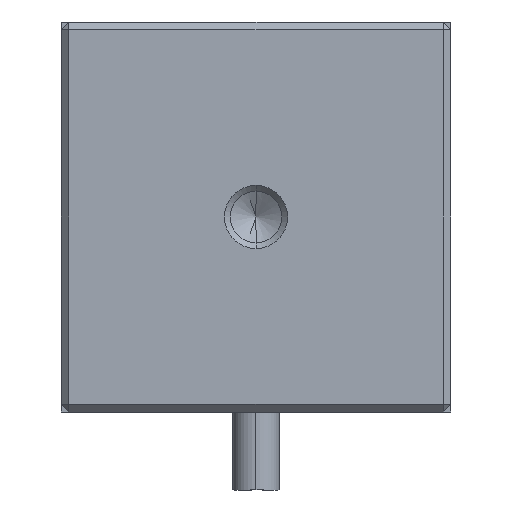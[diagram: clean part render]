
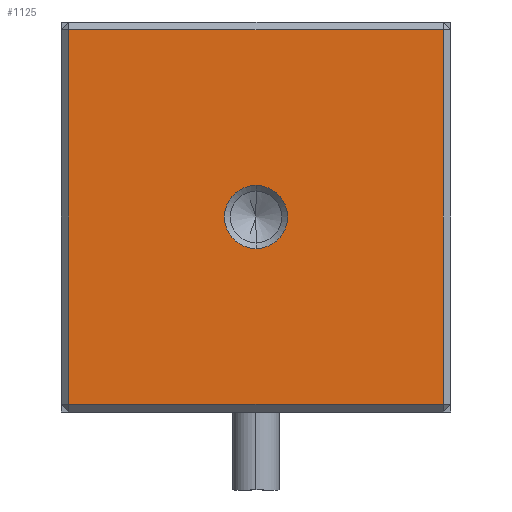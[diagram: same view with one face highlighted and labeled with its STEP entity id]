
A CAD part, front view. The second image highlights one B-rep face of the part: STEP entity #1125.
In plain terms, the highlighted planar face has unit normal (0, -1, 0).
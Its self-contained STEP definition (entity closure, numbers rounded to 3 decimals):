
#17 = AXIS2_PLACEMENT_3D ( 'NONE', #4148, #4074, #1422 ) ;
#165 = DIRECTION ( 'NONE',  ( 0., 0., -1. ) ) ;
#302 = CARTESIAN_POINT ( 'NONE',  ( 0., -11., -12.5 ) ) ;
#354 = LINE ( 'NONE', #4876, #4866 ) ;
#397 = DIRECTION ( 'NONE',  ( 0., 0., -1. ) ) ;
#468 = CIRCLE ( 'NONE', #3955, 2.025 ) ;
#604 = EDGE_CURVE ( 'NONE', #2420, #4703, #1930, .T. ) ;
#678 = DIRECTION ( 'NONE',  ( 0., 0., 1. ) ) ;
#708 = FACE_BOUND ( 'NONE', #2704, .T. ) ;
#762 = ORIENTED_EDGE ( 'NONE', *, *, #1065, .T. ) ;
#1065 = EDGE_CURVE ( 'NONE', #3951, #2420, #354, .T. ) ;
#1125 = ADVANCED_FACE ( 'NONE', ( #2950, #708 ), #3416, .T. ) ;
#1160 = ORIENTED_EDGE ( 'NONE', *, *, #4342, .F. ) ;
#1235 = CARTESIAN_POINT ( 'NONE',  ( 12.5, -11., -0.5 ) ) ;
#1422 = DIRECTION ( 'NONE',  ( 0., 0., -1. ) ) ;
#1498 = DIRECTION ( 'NONE',  ( 0., -1., 0. ) ) ;
#1514 = VECTOR ( 'NONE', #3471, 1000. ) ;
#1913 = ORIENTED_EDGE ( 'NONE', *, *, #604, .T. ) ;
#1925 = LINE ( 'NONE', #3581, #2261 ) ;
#1930 = LINE ( 'NONE', #1235, #1514 ) ;
#2049 = ORIENTED_EDGE ( 'NONE', *, *, #3682, .F. ) ;
#2106 = VERTEX_POINT ( 'NONE', #3280 ) ;
#2261 = VECTOR ( 'NONE', #165, 1000. ) ;
#2290 = DIRECTION ( 'NONE',  ( 0., -1., 0. ) ) ;
#2372 = VERTEX_POINT ( 'NONE', #2551 ) ;
#2420 = VERTEX_POINT ( 'NONE', #2818 ) ;
#2468 = EDGE_CURVE ( 'NONE', #4703, #4684, #1925, .T. ) ;
#2551 = CARTESIAN_POINT ( 'NONE',  ( 0., -11., -10.475 ) ) ;
#2618 = ORIENTED_EDGE ( 'NONE', *, *, #2468, .T. ) ;
#2704 = EDGE_LOOP ( 'NONE', ( #1160, #2049 ) ) ;
#2818 = CARTESIAN_POINT ( 'NONE',  ( 12., -11., -0.5 ) ) ;
#2914 = CARTESIAN_POINT ( 'NONE',  ( -12., -11., -24.5 ) ) ;
#2924 = CARTESIAN_POINT ( 'NONE',  ( 12.5, -11., -24.5 ) ) ;
#2950 = FACE_OUTER_BOUND ( 'NONE', #3701, .T. ) ;
#3021 = AXIS2_PLACEMENT_3D ( 'NONE', #302, #1498, #4527 ) ;
#3070 = CARTESIAN_POINT ( 'NONE',  ( 0., -11., -12.5 ) ) ;
#3250 = CARTESIAN_POINT ( 'NONE',  ( 12., -11., -24.5 ) ) ;
#3280 = CARTESIAN_POINT ( 'NONE',  ( 0., -11., -14.525 ) ) ;
#3416 = PLANE ( 'NONE',  #17 ) ;
#3471 = DIRECTION ( 'NONE',  ( -1., 0., 0. ) ) ;
#3581 = CARTESIAN_POINT ( 'NONE',  ( -12., -11., -25. ) ) ;
#3682 = EDGE_CURVE ( 'NONE', #2372, #2106, #4430, .T. ) ;
#3689 = DIRECTION ( 'NONE',  ( 1., 0., 0. ) ) ;
#3701 = EDGE_LOOP ( 'NONE', ( #3957, #762, #1913, #2618 ) ) ;
#3706 = EDGE_CURVE ( 'NONE', #4684, #3951, #4854, .T. ) ;
#3768 = CARTESIAN_POINT ( 'NONE',  ( -12., -11., -0.5 ) ) ;
#3951 = VERTEX_POINT ( 'NONE', #3250 ) ;
#3955 = AXIS2_PLACEMENT_3D ( 'NONE', #3070, #2290, #397 ) ;
#3957 = ORIENTED_EDGE ( 'NONE', *, *, #3706, .T. ) ;
#4074 = DIRECTION ( 'NONE',  ( 0., -1., 0. ) ) ;
#4148 = CARTESIAN_POINT ( 'NONE',  ( 12.5, -11., -25. ) ) ;
#4342 = EDGE_CURVE ( 'NONE', #2106, #2372, #468, .T. ) ;
#4430 = CIRCLE ( 'NONE', #3021, 2.025 ) ;
#4527 = DIRECTION ( 'NONE',  ( 0., 0., -1. ) ) ;
#4684 = VERTEX_POINT ( 'NONE', #2914 ) ;
#4703 = VERTEX_POINT ( 'NONE', #3768 ) ;
#4760 = VECTOR ( 'NONE', #3689, 1000. ) ;
#4854 = LINE ( 'NONE', #2924, #4760 ) ;
#4866 = VECTOR ( 'NONE', #678, 1000. ) ;
#4876 = CARTESIAN_POINT ( 'NONE',  ( 12., -11., -25. ) ) ;
